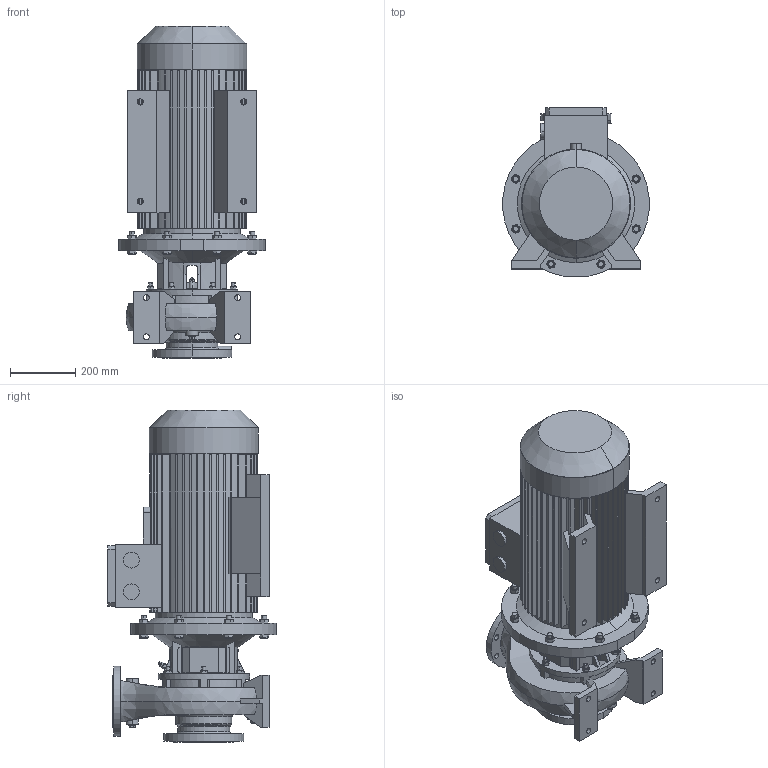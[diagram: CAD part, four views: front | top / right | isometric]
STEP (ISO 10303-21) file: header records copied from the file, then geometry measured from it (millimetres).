
FILE_DESCRIPTION (( 'STEP AP214' ), '1' );
FILE_NAME ('ﾌﾓ-311-200-ﾌ3-311-319-01-19.step', '2025-04-07T08:18:21', ( 'adb' ), ( '' ), 'SwSTEP 2.0', 'SolidWorks 2016', '' );
FILE_SCHEMA (( 'AUTOMOTIVE_DESIGN' ));
Length unit declared in the file: millimetre
Products named in the file (1): ﾌﾓ-311-200-ﾌ3-311-319-01-19
Bounding box: 448.5 x 517 x 1019 mm (x, y, z)
Volume: 75313984 mm3; surface area: 3448561.6 mm2
Topology: 8 solids, 23 shells, 1213 faces, 3181 edges, 2081 vertices
Faces by surface type: plane 668, cylinder 402, cone 111, bspline 25, torus 7
Entity records: 60301 total; most frequent: CARTESIAN_POINT 16906, ORIENTED_EDGE 6358, DIRECTION 6056, EDGE_CURVE 3179, AXIS2_PLACEMENT_3D 2186, VERTEX_POINT 2081, LINE 1684, VECTOR 1684
